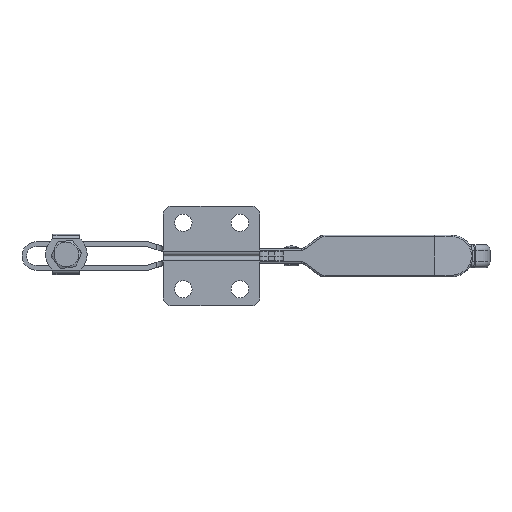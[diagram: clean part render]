
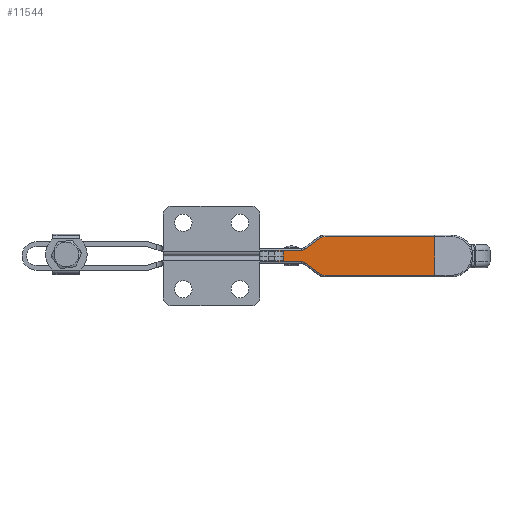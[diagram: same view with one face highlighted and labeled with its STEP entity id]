
A CAD part, front view. The second image highlights one B-rep face of the part: STEP entity #11544.
In plain terms, the highlighted planar face has unit normal (0, -1, 0).
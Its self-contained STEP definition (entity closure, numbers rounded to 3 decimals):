
#11379 = VERTEX_POINT ( 'NONE', #53152 ) ;
#11397 = EDGE_CURVE ( 'NONE', #11460, #11414, #53284, .T. ) ;
#11414 = VERTEX_POINT ( 'NONE', #53322 ) ;
#11438 = ORIENTED_EDGE ( 'NONE', *, *, #11594, .T. ) ;
#11442 = EDGE_CURVE ( 'NONE', #11567, #11444, #53425, .T. ) ;
#11444 = VERTEX_POINT ( 'NONE', #53428 ) ;
#11460 = VERTEX_POINT ( 'NONE', #53465 ) ;
#11485 = EDGE_CURVE ( 'NONE', #11414, #11540, #53333, .T. ) ;
#11490 = ORIENTED_EDGE ( 'NONE', *, *, #11397, .T. ) ;
#11499 = VERTEX_POINT ( 'NONE', #53670 ) ;
#11512 = ORIENTED_EDGE ( 'NONE', *, *, #11485, .T. ) ;
#11538 = EDGE_CURVE ( 'NONE', #11444, #11499, #53798, .T. ) ;
#11540 = VERTEX_POINT ( 'NONE', #53746 ) ;
#11544 = ADVANCED_FACE ( 'NONE', ( #53792 ), #53744, .F. ) ;
#11545 = EDGE_LOOP ( 'NONE', ( #11490, #11512, #11549, #11547, #11578, #11438, #11581, #11575, #11598, #11560, #11561, #11557 ) ) ;
#11547 = ORIENTED_EDGE ( 'NONE', *, *, #11442, .T. ) ;
#11549 = ORIENTED_EDGE ( 'NONE', *, *, #11595, .T. ) ;
#11557 = ORIENTED_EDGE ( 'NONE', *, *, #11626, .T. ) ;
#11560 = ORIENTED_EDGE ( 'NONE', *, *, #11631, .T. ) ;
#11561 = ORIENTED_EDGE ( 'NONE', *, *, #11638, .T. ) ;
#11564 = VERTEX_POINT ( 'NONE', #53806 ) ;
#11567 = VERTEX_POINT ( 'NONE', #53811 ) ;
#11575 = ORIENTED_EDGE ( 'NONE', *, *, #11582, .T. ) ;
#11576 = VERTEX_POINT ( 'NONE', #53831 ) ;
#11578 = ORIENTED_EDGE ( 'NONE', *, *, #11538, .T. ) ;
#11581 = ORIENTED_EDGE ( 'NONE', *, *, #11592, .F. ) ;
#11582 = EDGE_CURVE ( 'NONE', #11589, #11379, #53955, .T. ) ;
#11589 = VERTEX_POINT ( 'NONE', #53936 ) ;
#11592 = EDGE_CURVE ( 'NONE', #11589, #11576, #53933, .T. ) ;
#11594 = EDGE_CURVE ( 'NONE', #11499, #11576, #53950, .T. ) ;
#11595 = EDGE_CURVE ( 'NONE', #11540, #11567, #53982, .T. ) ;
#11598 = ORIENTED_EDGE ( 'NONE', *, *, #11622, .T. ) ;
#11622 = EDGE_CURVE ( 'NONE', #11379, #11629, #53991, .T. ) ;
#11626 = EDGE_CURVE ( 'NONE', #11632, #11460, #54010, .T. ) ;
#11629 = VERTEX_POINT ( 'NONE', #54046 ) ;
#11631 = EDGE_CURVE ( 'NONE', #11629, #11564, #54039, .T. ) ;
#11632 = VERTEX_POINT ( 'NONE', #54040 ) ;
#11638 = EDGE_CURVE ( 'NONE', #11564, #11632, #54006, .T. ) ;
#53152 = CARTESIAN_POINT ( 'NONE',  ( 38.049, 0., 24. ) ) ;
#53281 = DIRECTION ( 'NONE',  ( 0., 0., -1. ) ) ;
#53282 = VECTOR ( 'NONE', #53281, 1000. ) ;
#53283 = CARTESIAN_POINT ( 'NONE',  ( 0., 0., 25. ) ) ;
#53284 = LINE ( 'NONE', #53283, #53282 ) ;
#53322 = CARTESIAN_POINT ( 'NONE',  ( 0., 0., 9. ) ) ;
#53333 = LINE ( 'NONE', #53628, #53558 ) ;
#53422 = DIRECTION ( 'NONE',  ( 0.811, 0., -0.585 ) ) ;
#53423 = VECTOR ( 'NONE', #53422, 1000. ) ;
#53424 = CARTESIAN_POINT ( 'NONE',  ( 36.879, 0., 1.378 ) ) ;
#53425 = LINE ( 'NONE', #53424, #53423 ) ;
#53428 = CARTESIAN_POINT ( 'NONE',  ( 36.879, 0., 1.378 ) ) ;
#53465 = CARTESIAN_POINT ( 'NONE',  ( 0., 0., 16. ) ) ;
#53557 = DIRECTION ( 'NONE',  ( 1., 0., 0. ) ) ;
#53558 = VECTOR ( 'NONE', #53557, 1000. ) ;
#53628 = CARTESIAN_POINT ( 'NONE',  ( 25.021, 0., 9. ) ) ;
#53670 = CARTESIAN_POINT ( 'NONE',  ( 38.049, 0., 1. ) ) ;
#53744 = PLANE ( 'NONE',  #53780 ) ;
#53746 = CARTESIAN_POINT ( 'NONE',  ( 25.021, 0., 9. ) ) ;
#53776 = DIRECTION ( 'NONE',  ( 0., 1., 0. ) ) ;
#53780 = AXIS2_PLACEMENT_3D ( 'NONE', #53785, #53776, #53830 ) ;
#53785 = CARTESIAN_POINT ( 'NONE',  ( 0., 0., 25. ) ) ;
#53788 = DIRECTION ( 'NONE',  ( 0., 0., 1. ) ) ;
#53789 = DIRECTION ( 'NONE',  ( 0., -1., 0. ) ) ;
#53790 = CARTESIAN_POINT ( 'NONE',  ( 38.049, 0., 3. ) ) ;
#53792 = FACE_OUTER_BOUND ( 'NONE', #11545, .T. ) ;
#53793 = AXIS2_PLACEMENT_3D ( 'NONE', #53790, #53789, #53788 ) ;
#53798 = CIRCLE ( 'NONE', #53793, 2. ) ;
#53806 = CARTESIAN_POINT ( 'NONE',  ( 27.361, 0., 16.756 ) ) ;
#53811 = CARTESIAN_POINT ( 'NONE',  ( 27.361, 0., 8.244 ) ) ;
#53830 = DIRECTION ( 'NONE',  ( 0., 0., 1. ) ) ;
#53831 = CARTESIAN_POINT ( 'NONE',  ( 105.18, 0., 1. ) ) ;
#53933 = LINE ( 'NONE', #53985, #53984 ) ;
#53936 = CARTESIAN_POINT ( 'NONE',  ( 105.18, 0., 24. ) ) ;
#53947 = DIRECTION ( 'NONE',  ( -1., 0., 0. ) ) ;
#53948 = VECTOR ( 'NONE', #53947, 1000. ) ;
#53950 = LINE ( 'NONE', #53981, #53980 ) ;
#53954 = CARTESIAN_POINT ( 'NONE',  ( 0., 0., 24. ) ) ;
#53955 = LINE ( 'NONE', #53954, #53948 ) ;
#53975 = DIRECTION ( 'NONE',  ( 0., 0., 1. ) ) ;
#53979 = DIRECTION ( 'NONE',  ( 1., 0., 0. ) ) ;
#53980 = VECTOR ( 'NONE', #53979, 1000. ) ;
#53981 = CARTESIAN_POINT ( 'NONE',  ( 105.18, 0., 1. ) ) ;
#53982 = CIRCLE ( 'NONE', #53986, 4. ) ;
#53983 = DIRECTION ( 'NONE',  ( 0., 0., -1. ) ) ;
#53984 = VECTOR ( 'NONE', #53983, 1000. ) ;
#53985 = CARTESIAN_POINT ( 'NONE',  ( 105.18, 0., 25. ) ) ;
#53986 = AXIS2_PLACEMENT_3D ( 'NONE', #53987, #53989, #53975 ) ;
#53987 = CARTESIAN_POINT ( 'NONE',  ( 25.021, 0., 5. ) ) ;
#53989 = DIRECTION ( 'NONE',  ( 0., 1., 0. ) ) ;
#53991 = CIRCLE ( 'NONE', #54020, 2. ) ;
#54006 = CIRCLE ( 'NONE', #54061, 4. ) ;
#54007 = DIRECTION ( 'NONE',  ( -1., 0., 0. ) ) ;
#54008 = VECTOR ( 'NONE', #54007, 1000. ) ;
#54009 = CARTESIAN_POINT ( 'NONE',  ( 0., 0., 16. ) ) ;
#54010 = LINE ( 'NONE', #54009, #54008 ) ;
#54011 = DIRECTION ( 'NONE',  ( 0., 0., 1. ) ) ;
#54012 = DIRECTION ( 'NONE',  ( 0., -1., 0. ) ) ;
#54013 = CARTESIAN_POINT ( 'NONE',  ( 38.049, 0., 22. ) ) ;
#54020 = AXIS2_PLACEMENT_3D ( 'NONE', #54013, #54012, #54011 ) ;
#54036 = DIRECTION ( 'NONE',  ( -0.811, 0., -0.585 ) ) ;
#54037 = VECTOR ( 'NONE', #54036, 1000. ) ;
#54038 = CARTESIAN_POINT ( 'NONE',  ( 27.361, 0., 16.756 ) ) ;
#54039 = LINE ( 'NONE', #54038, #54037 ) ;
#54040 = CARTESIAN_POINT ( 'NONE',  ( 25.021, 0., 16. ) ) ;
#54046 = CARTESIAN_POINT ( 'NONE',  ( 36.879, 0., 23.622 ) ) ;
#54052 = DIRECTION ( 'NONE',  ( 0., 0., 1. ) ) ;
#54053 = DIRECTION ( 'NONE',  ( 0., 1., 0. ) ) ;
#54061 = AXIS2_PLACEMENT_3D ( 'NONE', #54063, #54053, #54052 ) ;
#54063 = CARTESIAN_POINT ( 'NONE',  ( 25.021, 0., 20. ) ) ;
